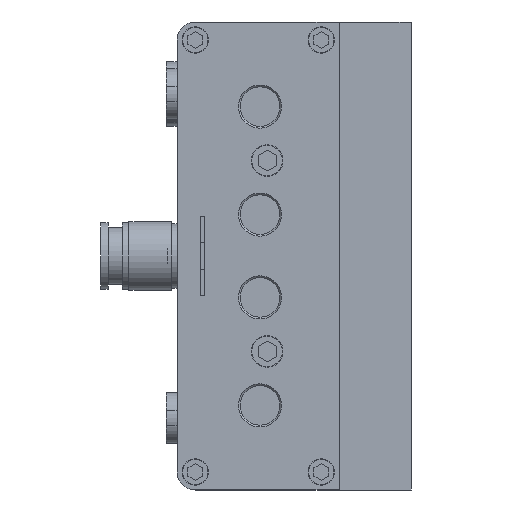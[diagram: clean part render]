
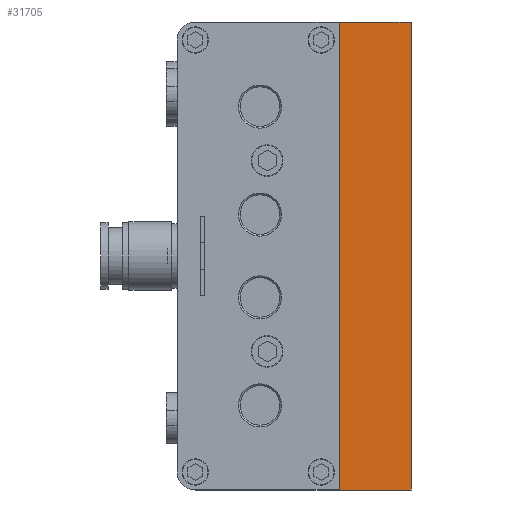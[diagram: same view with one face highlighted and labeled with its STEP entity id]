
A CAD part, left-side view. The second image highlights one B-rep face of the part: STEP entity #31705.
In plain terms, the highlighted planar face has unit normal (-1, 0, 0).
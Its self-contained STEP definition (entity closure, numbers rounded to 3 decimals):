
#110 = EDGE_CURVE ( 'NONE', #7780, #22499, #16714, .T. ) ;
#1820 = DIRECTION ( 'NONE',  ( 0., 1., 0. ) ) ;
#2487 = CARTESIAN_POINT ( 'NONE',  ( -455., -20., 65. ) ) ;
#2884 = CARTESIAN_POINT ( 'NONE',  ( -455., -20., -65. ) ) ;
#3100 = CARTESIAN_POINT ( 'NONE',  ( -455., 0., 65. ) ) ;
#3378 = VECTOR ( 'NONE', #1820, 1000. ) ;
#4685 = LINE ( 'NONE', #18146, #25710 ) ;
#5221 = LINE ( 'NONE', #10250, #3378 ) ;
#6591 = ORIENTED_EDGE ( 'NONE', *, *, #34531, .F. ) ;
#7357 = DIRECTION ( 'NONE',  ( 0., 1., 0. ) ) ;
#7780 = VERTEX_POINT ( 'NONE', #31358 ) ;
#8721 = DIRECTION ( 'NONE',  ( 0., 0., -1. ) ) ;
#9226 = VERTEX_POINT ( 'NONE', #2487 ) ;
#10250 = CARTESIAN_POINT ( 'NONE',  ( -455., -20., -65. ) ) ;
#12000 = ORIENTED_EDGE ( 'NONE', *, *, #110, .T. ) ;
#14033 = DIRECTION ( 'NONE',  ( 0., 0., -1. ) ) ;
#14276 = DIRECTION ( 'NONE',  ( 1., 0., 0. ) ) ;
#14754 = EDGE_CURVE ( 'NONE', #27081, #22499, #5221, .T. ) ;
#14893 = CARTESIAN_POINT ( 'NONE',  ( -455., 0., -65. ) ) ;
#16133 = ORIENTED_EDGE ( 'NONE', *, *, #20045, .T. ) ;
#16714 = LINE ( 'NONE', #3100, #23810 ) ;
#16779 = PLANE ( 'NONE',  #35333 ) ;
#18146 = CARTESIAN_POINT ( 'NONE',  ( -455., -20., 65. ) ) ;
#18470 = LINE ( 'NONE', #20819, #31124 ) ;
#19496 = FACE_OUTER_BOUND ( 'NONE', #20484, .T. ) ;
#20045 = EDGE_CURVE ( 'NONE', #9226, #7780, #18470, .T. ) ;
#20484 = EDGE_LOOP ( 'NONE', ( #12000, #32728, #6591, #16133 ) ) ;
#20819 = CARTESIAN_POINT ( 'NONE',  ( -455., -20., 65. ) ) ;
#22499 = VERTEX_POINT ( 'NONE', #14893 ) ;
#23810 = VECTOR ( 'NONE', #14033, 1000. ) ;
#25710 = VECTOR ( 'NONE', #29094, 1000. ) ;
#27081 = VERTEX_POINT ( 'NONE', #2884 ) ;
#29094 = DIRECTION ( 'NONE',  ( 0., 0., -1. ) ) ;
#31124 = VECTOR ( 'NONE', #7357, 1000. ) ;
#31358 = CARTESIAN_POINT ( 'NONE',  ( -455., 0., 65. ) ) ;
#31705 = ADVANCED_FACE ( 'NONE', ( #19496 ), #16779, .F. ) ;
#32728 = ORIENTED_EDGE ( 'NONE', *, *, #14754, .F. ) ;
#33308 = CARTESIAN_POINT ( 'NONE',  ( -455., -20., 65. ) ) ;
#34531 = EDGE_CURVE ( 'NONE', #9226, #27081, #4685, .T. ) ;
#35333 = AXIS2_PLACEMENT_3D ( 'NONE', #33308, #14276, #8721 ) ;
